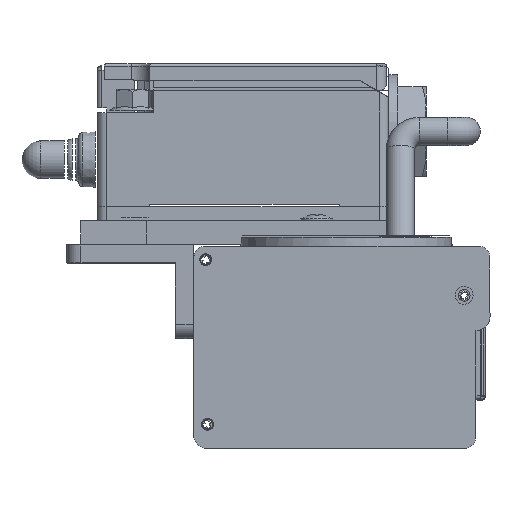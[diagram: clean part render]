
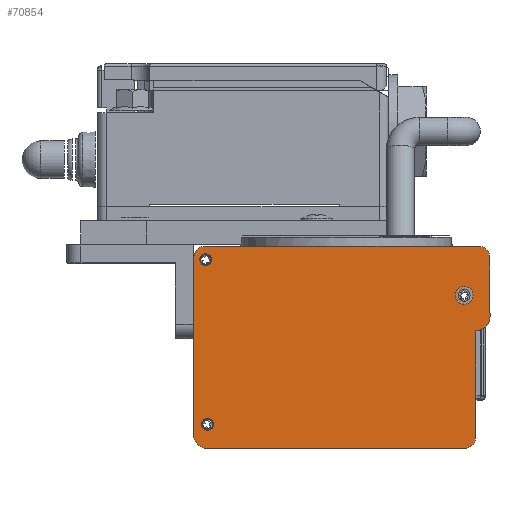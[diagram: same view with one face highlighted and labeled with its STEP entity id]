
A CAD part, front view. The second image highlights one B-rep face of the part: STEP entity #70854.
In plain terms, the highlighted planar face has unit normal (0, -1, 0).
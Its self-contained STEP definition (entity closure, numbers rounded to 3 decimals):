
#1910=FACE_BOUND('',#10130,.T.);
#1911=FACE_BOUND('',#10131,.T.);
#1912=FACE_BOUND('',#10132,.T.);
#4076=PLANE('',#75158);
#6917=FACE_OUTER_BOUND('',#10129,.T.);
#10129=EDGE_LOOP('',(#63761,#63762,#63763,#63764,#63765,#63766,#63767,#63768,
#63769,#63770,#63771));
#10130=EDGE_LOOP('',(#63772));
#10131=EDGE_LOOP('',(#63773));
#10132=EDGE_LOOP('',(#63774));
#11938=CIRCLE('',#75113,2.5);
#11939=CIRCLE('',#75116,2.5);
#11946=CIRCLE('',#75145,2.5);
#11947=CIRCLE('',#75147,2.5);
#11948=CIRCLE('',#75149,2.5);
#11953=CIRCLE('',#75157,3.);
#11954=CIRCLE('',#75159,1.25);
#11955=CIRCLE('',#75160,1.25);
#11956=CIRCLE('',#75161,1.25);
#18996=LINE('',#115294,#27733);
#19032=LINE('',#115432,#27769);
#19035=LINE('',#115442,#27772);
#19036=LINE('',#115443,#27773);
#19037=LINE('',#115444,#27774);
#27733=VECTOR('',#89822,54.9);
#27769=VECTOR('',#89938,22.506);
#27772=VECTOR('',#89949,12.5);
#27773=VECTOR('',#89950,58.);
#27774=VECTOR('',#89951,37.9);
#35382=VERTEX_POINT('',#115285);
#35384=VERTEX_POINT('',#115289);
#35385=VERTEX_POINT('',#115293);
#35387=VERTEX_POINT('',#115299);
#35437=VERTEX_POINT('',#115403);
#35438=VERTEX_POINT('',#115407);
#35439=VERTEX_POINT('',#115408);
#35440=VERTEX_POINT('',#115413);
#35441=VERTEX_POINT('',#115414);
#35447=VERTEX_POINT('',#115430);
#35450=VERTEX_POINT('',#115438);
#35451=VERTEX_POINT('',#115445);
#35452=VERTEX_POINT('',#115447);
#35453=VERTEX_POINT('',#115449);
#46105=EDGE_CURVE('',#35384,#35382,#11938,.T.);
#46106=EDGE_CURVE('',#35385,#35384,#18996,.T.);
#46109=EDGE_CURVE('',#35387,#35385,#11939,.T.);
#46161=EDGE_CURVE('',#35382,#35437,#11946,.T.);
#46163=EDGE_CURVE('',#35438,#35439,#11947,.T.);
#46166=EDGE_CURVE('',#35440,#35441,#11948,.T.);
#46175=EDGE_CURVE('',#35447,#35387,#19032,.T.);
#46179=EDGE_CURVE('',#35450,#35447,#11953,.T.);
#46180=EDGE_CURVE('',#35441,#35450,#19035,.T.);
#46181=EDGE_CURVE('',#35439,#35440,#19036,.T.);
#46182=EDGE_CURVE('',#35437,#35438,#19037,.T.);
#46183=EDGE_CURVE('',#35451,#35451,#11954,.T.);
#46184=EDGE_CURVE('',#35452,#35452,#11955,.T.);
#46185=EDGE_CURVE('',#35453,#35453,#11956,.T.);
#63761=ORIENTED_EDGE('',*,*,#46179,.F.);
#63762=ORIENTED_EDGE('',*,*,#46180,.F.);
#63763=ORIENTED_EDGE('',*,*,#46166,.F.);
#63764=ORIENTED_EDGE('',*,*,#46181,.F.);
#63765=ORIENTED_EDGE('',*,*,#46163,.F.);
#63766=ORIENTED_EDGE('',*,*,#46182,.F.);
#63767=ORIENTED_EDGE('',*,*,#46161,.F.);
#63768=ORIENTED_EDGE('',*,*,#46105,.F.);
#63769=ORIENTED_EDGE('',*,*,#46106,.F.);
#63770=ORIENTED_EDGE('',*,*,#46109,.F.);
#63771=ORIENTED_EDGE('',*,*,#46175,.F.);
#63772=ORIENTED_EDGE('',*,*,#46183,.F.);
#63773=ORIENTED_EDGE('',*,*,#46184,.F.);
#63774=ORIENTED_EDGE('',*,*,#46185,.F.);
#70854=ADVANCED_FACE('',(#6917,#1910,#1911,#1912),#4076,.F.);
#75113=AXIS2_PLACEMENT_3D('',#115291,#89818,#89819);
#75116=AXIS2_PLACEMENT_3D('',#115300,#89827,#89828);
#75145=AXIS2_PLACEMENT_3D('',#115404,#89910,#89911);
#75147=AXIS2_PLACEMENT_3D('',#115409,#89915,#89916);
#75149=AXIS2_PLACEMENT_3D('',#115415,#89921,#89922);
#75157=AXIS2_PLACEMENT_3D('',#115440,#89945,#89946);
#75158=AXIS2_PLACEMENT_3D('',#115441,#89947,#89948);
#75159=AXIS2_PLACEMENT_3D('',#115446,#89952,#89953);
#75160=AXIS2_PLACEMENT_3D('',#115448,#89954,#89955);
#75161=AXIS2_PLACEMENT_3D('',#115450,#89956,#89957);
#89818=DIRECTION('center_axis',(0.,1.,0.));
#89819=DIRECTION('ref_axis',(1.,0.,0.));
#89822=DIRECTION('',(-1.,0.,0.));
#89827=DIRECTION('center_axis',(0.,1.,0.));
#89828=DIRECTION('ref_axis',(0.,0.,
1.));
#89910=DIRECTION('center_axis',(0.,1.,0.));
#89911=DIRECTION('ref_axis',(0.,0.,
-1.));
#89915=DIRECTION('center_axis',(0.,1.,0.));
#89916=DIRECTION('ref_axis',(-1.,0.,0.));
#89921=DIRECTION('center_axis',(0.,1.,0.));
#89922=DIRECTION('ref_axis',(0.,0.,
1.));
#89938=DIRECTION('',(0.,0.,-1.));
#89945=DIRECTION('center_axis',(0.,1.,0.));
#89946=DIRECTION('ref_axis',(1.,0.,0.));
#89947=DIRECTION('center_axis',(0.,1.,0.));
#89948=DIRECTION('ref_axis',(-1.,0.,0.));
#89949=DIRECTION('',(0.,0.,-1.));
#89950=DIRECTION('',(1.,0.,0.));
#89951=DIRECTION('',(0.,0.,1.));
#89952=DIRECTION('center_axis',(0.,-1.,0.));
#89953=DIRECTION('ref_axis',(1.,0.,0.));
#89954=DIRECTION('center_axis',(0.,-1.,0.));
#89955=DIRECTION('ref_axis',(1.,0.,0.));
#89956=DIRECTION('center_axis',(0.,-1.,0.));
#89957=DIRECTION('ref_axis',(1.,0.,0.));
#115285=CARTESIAN_POINT('',(-29.264,-52.,-0.471));
#115289=CARTESIAN_POINT('',(-27.4,-52.,-1.306));
#115291=CARTESIAN_POINT('Origin',(-27.4,-52.,1.194));
#115293=CARTESIAN_POINT('',(27.5,-52.,-1.306));
#115294=CARTESIAN_POINT('',(27.5,-52.,-1.306));
#115299=CARTESIAN_POINT('',(30.,-52.,1.194));
#115300=CARTESIAN_POINT('Origin',(27.5,-52.,1.194));
#115403=CARTESIAN_POINT('',(-30.,-52.,1.3));
#115404=CARTESIAN_POINT('Origin',(-27.5,-52.,1.3));
#115407=CARTESIAN_POINT('',(-30.,-52.,39.2));
#115408=CARTESIAN_POINT('',(-27.5,-52.,41.7));
#115409=CARTESIAN_POINT('Origin',(-27.5,-52.,39.2));
#115413=CARTESIAN_POINT('',(30.5,-52.,41.7));
#115414=CARTESIAN_POINT('',(33.,-52.,39.2));
#115415=CARTESIAN_POINT('Origin',(30.5,-52.,39.2));
#115430=CARTESIAN_POINT('',(30.,-52.,23.7));
#115432=CARTESIAN_POINT('',(30.,-52.,23.7));
#115438=CARTESIAN_POINT('',(33.,-52.,26.7));
#115440=CARTESIAN_POINT('Origin',(30.,-52.,26.7));
#115441=CARTESIAN_POINT('Origin',(0.,-52.,20.2));
#115442=CARTESIAN_POINT('',(33.,-52.,39.2));
#115443=CARTESIAN_POINT('',(-27.5,-52.,41.7));
#115444=CARTESIAN_POINT('',(-30.,-52.,1.3));
#115445=CARTESIAN_POINT('',(-28.75,-52.,38.8));
#115446=CARTESIAN_POINT('Origin',(-27.5,-52.,38.8));
#115447=CARTESIAN_POINT('',(26.25,-52.,31.2));
#115448=CARTESIAN_POINT('Origin',(27.5,-52.,31.2));
#115449=CARTESIAN_POINT('',(-28.34,-52.,3.8));
#115450=CARTESIAN_POINT('Origin',(-27.09,-52.,3.8));
